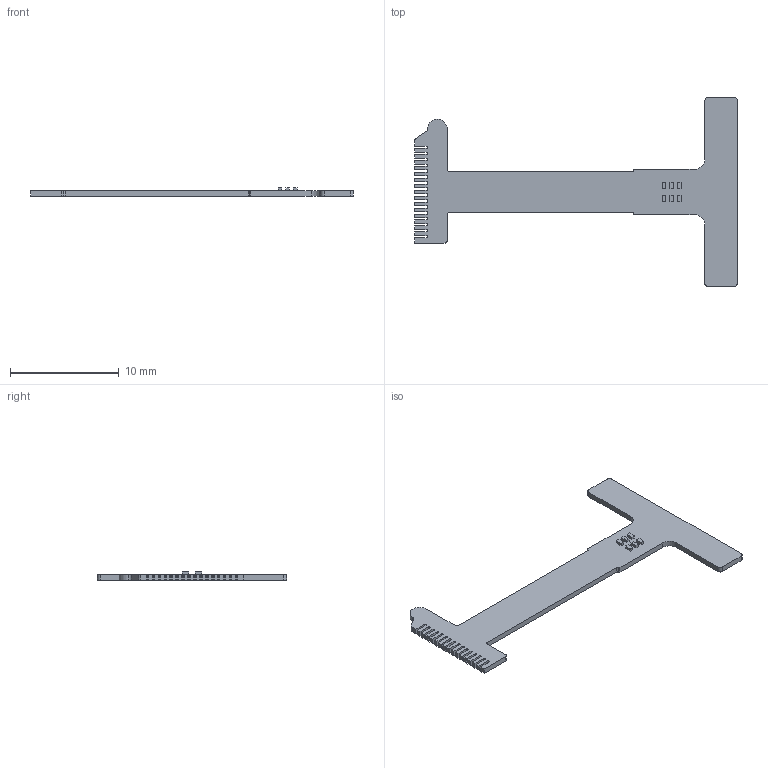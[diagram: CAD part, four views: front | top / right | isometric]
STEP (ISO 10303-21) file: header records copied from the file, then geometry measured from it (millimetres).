
FILE_DESCRIPTION(('Open CASCADE Model'),'2;1');
FILE_NAME('Open CASCADE Shape Model','2018-08-24T10:03:04',('Author'),( 'Open CASCADE'),'Open CASCADE STEP processor 6.8','Open CASCADE 6.8' ,'Unknown');
FILE_SCHEMA(('AUTOMOTIVE_DESIGN { 1 0 10303 214 1 1 1 1 }'));
Length unit declared in the file: millimetre
Products named in the file (10): PCB; Board; R4; 5600617728; Extruded; R1; R2; R6; R5; R3
Assembly tree (14 placements, depth 4):
  PCB
    Board
    R4
      5600617728
        Extruded
    R1
      5600617728
        Extruded
    R2
      5600617728
        Extruded
    R6
      5600617728
        Extruded
    R5
      5600617728
        Extruded
    R3
      5600617728
        Extruded
Bounding box: 29.7 x 17.4 x 0.77 mm (x, y, z)
Volume: 89.2 mm3; surface area: 426.2 mm2
Topology: 7 solids, 7 shells, 164 faces, 450 edges, 300 vertices
Faces by surface type: plane 116, cylinder 48
Entity records: 4662 total; most frequent: CARTESIAN_POINT 799, DIRECTION 784, ORIENTED_EDGE 780, EDGE_CURVE 390, LINE 294, VECTOR 294, VERTEX_POINT 260, AXIS2_PLACEMENT_3D 245
